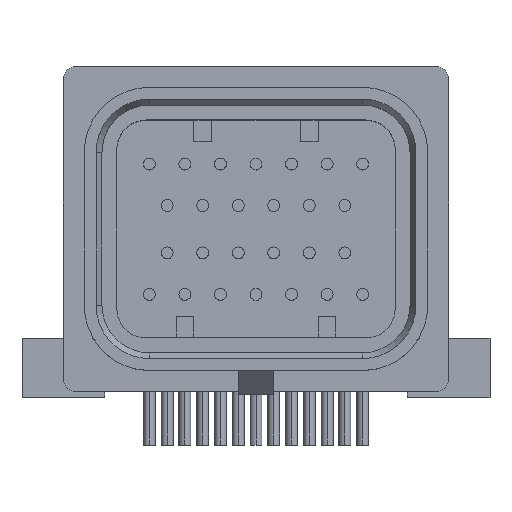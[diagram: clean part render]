
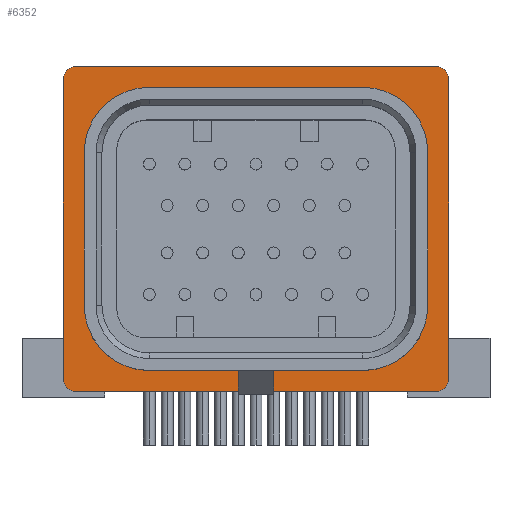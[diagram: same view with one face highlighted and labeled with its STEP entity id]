
A CAD part, top view. The second image highlights one B-rep face of the part: STEP entity #6352.
In plain terms, the highlighted planar face has unit normal (0, 0, 1).
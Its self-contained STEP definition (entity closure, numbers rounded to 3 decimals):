
#153=DIRECTION('',(0.,-1.,0.));
#154=VECTOR('',#153,13.4);
#155=CARTESIAN_POINT('',(-13.25,6.7,-9.5));
#156=LINE('',#155,#154);
#193=CARTESIAN_POINT('',(-15.25,12.7,-9.5));
#194=DIRECTION('',(0.,0.,1.));
#195=DIRECTION('',(0.,1.,0.));
#196=AXIS2_PLACEMENT_3D('',#193,#194,#195);
#198=DIRECTION('',(1.,0.,0.));
#199=VECTOR('',#198,30.5);
#200=CARTESIAN_POINT('',(-15.25,13.7,-9.5));
#201=LINE('',#200,#199);
#202=CARTESIAN_POINT('',(15.25,12.7,-9.5));
#203=DIRECTION('',(0.,0.,1.));
#204=DIRECTION('',(1.,0.,0.));
#205=AXIS2_PLACEMENT_3D('',#202,#203,#204);
#207=DIRECTION('',(0.,-1.,0.));
#208=VECTOR('',#207,25.4);
#209=CARTESIAN_POINT('',(16.25,12.7,-9.5));
#210=LINE('',#209,#208);
#211=CARTESIAN_POINT('',(15.25,-12.7,-9.5));
#212=DIRECTION('',(0.,0.,1.));
#213=DIRECTION('',(0.,-1.,0.));
#214=AXIS2_PLACEMENT_3D('',#211,#212,#213);
#216=DIRECTION('',(-1.,0.,0.));
#217=VECTOR('',#216,30.5);
#218=CARTESIAN_POINT('',(15.25,-13.7,-9.5));
#219=LINE('',#218,#217);
#220=CARTESIAN_POINT('',(-15.25,-12.7,-9.5));
#221=DIRECTION('',(0.,0.,1.));
#222=DIRECTION('',(-1.,0.,0.));
#223=AXIS2_PLACEMENT_3D('',#220,#221,#222);
#225=DIRECTION('',(0.,1.,0.));
#226=VECTOR('',#225,25.4);
#227=CARTESIAN_POINT('',(-16.25,-12.7,-9.5));
#228=LINE('',#227,#226);
#229=CARTESIAN_POINT('',(-9.25,-6.7,-9.5));
#230=DIRECTION('',(0.,0.,-1.));
#231=DIRECTION('',(0.,-1.,0.));
#232=AXIS2_PLACEMENT_3D('',#229,#230,#231);
#234=CARTESIAN_POINT('',(9.25,-6.7,-9.5));
#235=DIRECTION('',(0.,0.,-1.));
#236=DIRECTION('',(1.,0.,0.));
#237=AXIS2_PLACEMENT_3D('',#234,#235,#236);
#239=CARTESIAN_POINT('',(9.25,6.7,-9.5));
#240=DIRECTION('',(0.,0.,-1.));
#241=DIRECTION('',(0.,1.,0.));
#242=AXIS2_PLACEMENT_3D('',#239,#240,#241);
#244=CARTESIAN_POINT('',(-9.25,6.7,-9.5));
#245=DIRECTION('',(0.,0.,-1.));
#246=DIRECTION('',(-1.,0.,0.));
#247=AXIS2_PLACEMENT_3D('',#244,#245,#246);
#553=DIRECTION('',(-1.,0.,0.));
#554=VECTOR('',#553,18.5);
#555=CARTESIAN_POINT('',(9.25,10.7,-9.5));
#556=LINE('',#555,#554);
#581=DIRECTION('',(0.,1.,0.));
#582=VECTOR('',#581,13.4);
#583=CARTESIAN_POINT('',(13.25,-6.7,-9.5));
#584=LINE('',#583,#582);
#625=DIRECTION('',(1.,0.,0.));
#626=VECTOR('',#625,18.5);
#627=CARTESIAN_POINT('',(-9.25,-10.7,-9.5));
#628=LINE('',#627,#626);
#4807=CARTESIAN_POINT('',(-16.25,-12.7,-9.5));
#4808=CARTESIAN_POINT('',(-16.25,12.7,-9.5));
#4809=VERTEX_POINT('',#4807);
#4810=VERTEX_POINT('',#4808);
#4811=CARTESIAN_POINT('',(15.25,-13.7,-9.5));
#4812=CARTESIAN_POINT('',(-15.25,-13.7,-9.5));
#4813=VERTEX_POINT('',#4811);
#4814=VERTEX_POINT('',#4812);
#4815=CARTESIAN_POINT('',(16.25,12.7,-9.5));
#4816=CARTESIAN_POINT('',(16.25,-12.7,-9.5));
#4817=VERTEX_POINT('',#4815);
#4818=VERTEX_POINT('',#4816);
#4819=CARTESIAN_POINT('',(-15.25,13.7,-9.5));
#4820=CARTESIAN_POINT('',(15.25,13.7,-9.5));
#4821=VERTEX_POINT('',#4819);
#4822=VERTEX_POINT('',#4820);
#4839=CARTESIAN_POINT('',(-13.25,6.7,-9.5));
#4840=CARTESIAN_POINT('',(-13.25,-6.7,-9.5));
#4841=VERTEX_POINT('',#4839);
#4842=VERTEX_POINT('',#4840);
#4843=CARTESIAN_POINT('',(-9.25,-10.7,-9.5));
#4844=CARTESIAN_POINT('',(9.25,-10.7,-9.5));
#4845=VERTEX_POINT('',#4843);
#4846=VERTEX_POINT('',#4844);
#4847=CARTESIAN_POINT('',(13.25,-6.7,-9.5));
#4848=CARTESIAN_POINT('',(13.25,6.7,-9.5));
#4849=VERTEX_POINT('',#4847);
#4850=VERTEX_POINT('',#4848);
#4851=CARTESIAN_POINT('',(9.25,10.7,-9.5));
#4852=CARTESIAN_POINT('',(-9.25,10.7,-9.5));
#4853=VERTEX_POINT('',#4851);
#4854=VERTEX_POINT('',#4852);
#6312=CARTESIAN_POINT('',(0.,0.,-9.5));
#6313=DIRECTION('',(0.,0.,1.));
#6314=DIRECTION('',(1.,0.,0.));
#6315=AXIS2_PLACEMENT_3D('',#6312,#6313,#6314);
#6316=PLANE('',#6315);
#6318=ORIENTED_EDGE('',*,*,#6317,.F.);
#6320=ORIENTED_EDGE('',*,*,#6319,.T.);
#6322=ORIENTED_EDGE('',*,*,#6321,.F.);
#6324=ORIENTED_EDGE('',*,*,#6323,.T.);
#6326=ORIENTED_EDGE('',*,*,#6325,.F.);
#6328=ORIENTED_EDGE('',*,*,#6327,.T.);
#6330=ORIENTED_EDGE('',*,*,#6329,.F.);
#6332=ORIENTED_EDGE('',*,*,#6331,.T.);
#6333=EDGE_LOOP('',(#6318,#6320,#6322,#6324,#6326,#6328,#6330,#6332));
#6334=FACE_OUTER_BOUND('',#6333,.F.);
#6335=ORIENTED_EDGE('',*,*,#6278,.T.);
#6337=ORIENTED_EDGE('',*,*,#6336,.F.);
#6339=ORIENTED_EDGE('',*,*,#6338,.T.);
#6341=ORIENTED_EDGE('',*,*,#6340,.F.);
#6343=ORIENTED_EDGE('',*,*,#6342,.T.);
#6345=ORIENTED_EDGE('',*,*,#6344,.F.);
#6347=ORIENTED_EDGE('',*,*,#6346,.T.);
#6349=ORIENTED_EDGE('',*,*,#6348,.F.);
#6350=EDGE_LOOP('',(#6335,#6337,#6339,#6341,#6343,#6345,#6347,#6349));
#6351=FACE_BOUND('',#6350,.F.);
#197=CIRCLE('',#196,1.);
#206=CIRCLE('',#205,1.);
#215=CIRCLE('',#214,1.);
#224=CIRCLE('',#223,1.);
#233=CIRCLE('',#232,4.);
#238=CIRCLE('',#237,4.);
#243=CIRCLE('',#242,4.);
#248=CIRCLE('',#247,4.);
#6278=EDGE_CURVE('',#4841,#4842,#156,.T.);
#6317=EDGE_CURVE('',#4821,#4810,#197,.T.);
#6319=EDGE_CURVE('',#4821,#4822,#201,.T.);
#6321=EDGE_CURVE('',#4817,#4822,#206,.T.);
#6323=EDGE_CURVE('',#4817,#4818,#210,.T.);
#6325=EDGE_CURVE('',#4813,#4818,#215,.T.);
#6327=EDGE_CURVE('',#4813,#4814,#219,.T.);
#6329=EDGE_CURVE('',#4809,#4814,#224,.T.);
#6331=EDGE_CURVE('',#4809,#4810,#228,.T.);
#6336=EDGE_CURVE('',#4845,#4842,#233,.T.);
#6338=EDGE_CURVE('',#4845,#4846,#628,.T.);
#6340=EDGE_CURVE('',#4849,#4846,#238,.T.);
#6342=EDGE_CURVE('',#4849,#4850,#584,.T.);
#6344=EDGE_CURVE('',#4853,#4850,#243,.T.);
#6346=EDGE_CURVE('',#4853,#4854,#556,.T.);
#6348=EDGE_CURVE('',#4841,#4854,#248,.T.);
#6352=ADVANCED_FACE('',(#6334,#6351),#6316,.T.);
